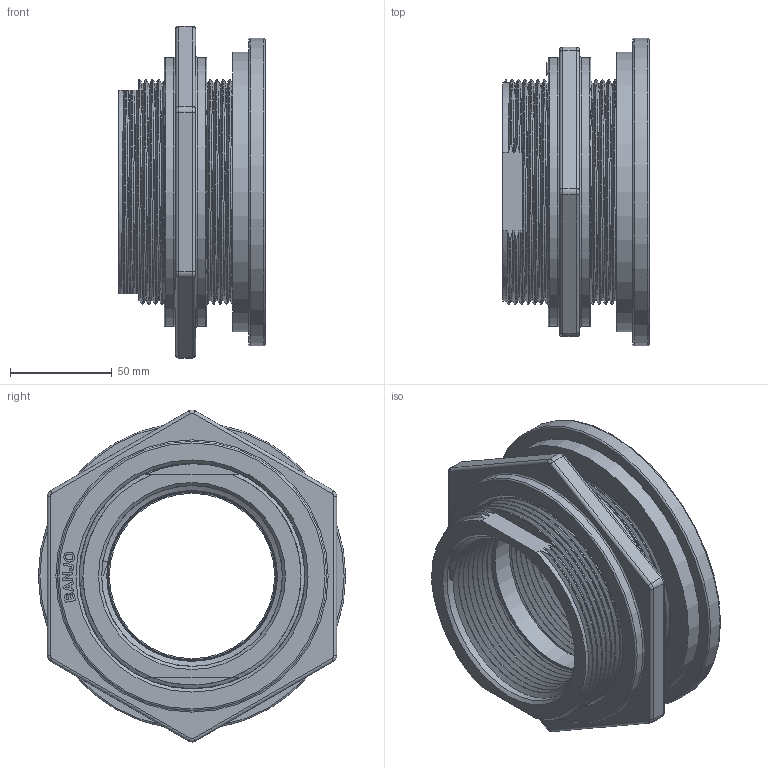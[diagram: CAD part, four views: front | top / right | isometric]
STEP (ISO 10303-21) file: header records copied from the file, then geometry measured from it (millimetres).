
FILE_DESCRIPTION((''),'2;1');
FILE_NAME('TF300SS.stp','2013-06-17T14:39:23',('mclevenger'),(''),'Autodesk Inventor 2013','Autodesk Inventor 2013','');
FILE_SCHEMA(('AUTOMOTIVE_DESIGN { 1 0 10303 214 1 1 1 1 }'));
Length unit declared in the file: inch
Products named in the file (4): TF300SS; TF301SS; TF303SS; TF300G
Assembly tree (3 placements, depth 2):
  TF300SS
    TF301SS
    TF303SS
    TF300G
Bounding box: 72.14 x 151.13 x 163.26 mm (x, y, z)
Volume: 493960.8 mm3; surface area: 142612.2 mm2
Topology: 3 solids, 3 shells, 214 faces, 538 edges, 345 vertices
Faces by surface type: plane 71, bspline 57, cylinder 43, cone 24, torus 19
Full cylindrical faces by diameter (mm): 81.28 x1, 111.125 x5, 111.252 x1, 112.522 x1, 132.334 x2, 137.566 x1, 151.13 x1
Entity records: 14400 total; most frequent: CARTESIAN_POINT 10237, ORIENTED_EDGE 904, DIRECTION 655, EDGE_CURVE 452, VERTEX_POINT 303, EDGE_LOOP 235, AXIS2_PLACEMENT_3D 227, VECTOR 201
